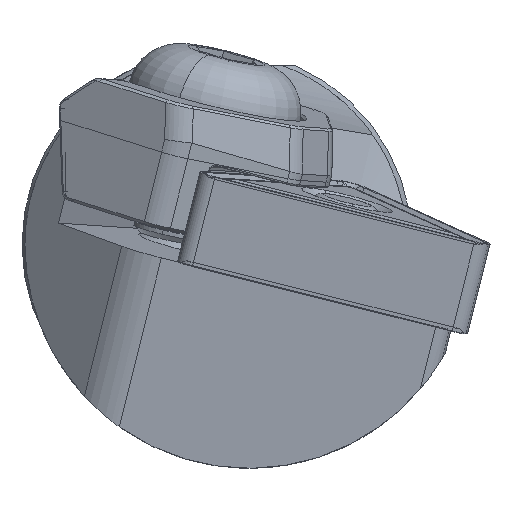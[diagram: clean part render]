
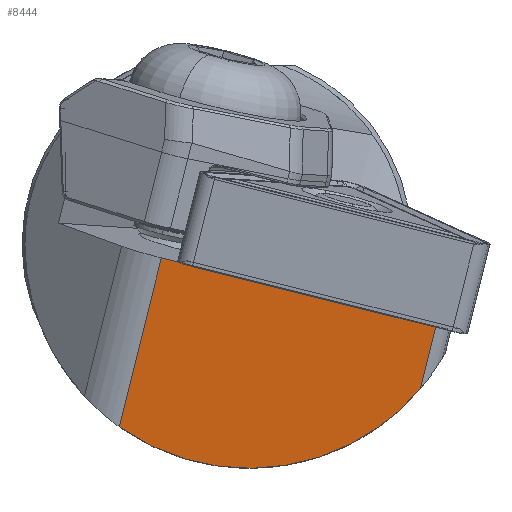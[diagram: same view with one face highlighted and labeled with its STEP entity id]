
A CAD part, left-side view. The second image highlights one B-rep face of the part: STEP entity #8444.
In plain terms, the highlighted planar face has unit normal (-0.995, 0.025, -0.101).
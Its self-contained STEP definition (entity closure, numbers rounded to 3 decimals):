
#119 = CARTESIAN_POINT ( 'NONE',  ( -155.032, 92.576, -203.539 ) ) ;
#161 = DIRECTION ( 'NONE',  ( 0.995, -0.025, 0.101 ) ) ;
#215 = EDGE_CURVE ( 'NONE', #1553, #7212, #5411, .T. ) ;
#868 = FACE_OUTER_BOUND ( 'NONE', #4457, .T. ) ;
#917 = PLANE ( 'NONE',  #3005 ) ;
#982 = DIRECTION ( 'NONE',  ( -0.105, -0.241, 0.965 ) ) ;
#1297 = EDGE_CURVE ( 'NONE', #1553, #4390, #10275, .T. ) ;
#1553 = VERTEX_POINT ( 'NONE', #7769 ) ;
#1729 = EDGE_CURVE ( 'NONE', #4217, #4390, #3854, .T. ) ;
#2683 = CARTESIAN_POINT ( 'NONE',  ( -183.79, 26.383, 61.947 ) ) ;
#3005 = AXIS2_PLACEMENT_3D ( 'NONE', #119, #161, #8357 ) ;
#3337 = EDGE_CURVE ( 'NONE', #7212, #4217, #9519, .T. ) ;
#3409 = CARTESIAN_POINT ( 'NONE',  ( -182.849, 17.163, 50.421 ) ) ;
#3854 = LINE ( 'NONE', #9469, #3975 ) ;
#3975 = VECTOR ( 'NONE', #10306, 1000. ) ;
#4217 = VERTEX_POINT ( 'NONE', #9935 ) ;
#4390 = VERTEX_POINT ( 'NONE', #2683 ) ;
#4457 = EDGE_LOOP ( 'NONE', ( #10064, #10501, #7818, #9878 ) ) ;
#5273 = CARTESIAN_POINT ( 'NONE',  ( -155.032, 92.576, -203.539 ) ) ;
#5411 =( BOUNDED_CURVE ( )  B_SPLINE_CURVE ( 3, ( #6725, #9973, #3409, #9211 ),
 .UNSPECIFIED., .F., .F. ) 
 B_SPLINE_CURVE_WITH_KNOTS ( ( 4, 4 ),
 ( 2.768, 4.255 ),
 .UNSPECIFIED. ) 
 CURVE ( )  GEOMETRIC_REPRESENTATION_ITEM ( )  RATIONAL_B_SPLINE_CURVE ( ( 1., 0.824, 0.824, 1. ) ) 
 REPRESENTATION_ITEM ( '' )  );
#6538 = VECTOR ( 'NONE', #982, 1000. ) ;
#6725 = CARTESIAN_POINT ( 'NONE',  ( -182.851, 28.544, 53.28 ) ) ;
#7212 = VERTEX_POINT ( 'NONE', #7479 ) ;
#7479 = CARTESIAN_POINT ( 'NONE',  ( -183.442, 13.098, 55.231 ) ) ;
#7769 = CARTESIAN_POINT ( 'NONE',  ( -182.851, 28.544, 53.28 ) ) ;
#7818 = ORIENTED_EDGE ( 'NONE', *, *, #1297, .F. ) ;
#8069 = VECTOR ( 'NONE', #9300, 1000. ) ;
#8357 = DIRECTION ( 'NONE',  ( 0., -0.97, -0.242 ) ) ;
#8444 = ADVANCED_FACE ( 'NONE', ( #868 ), #917, .F. ) ;
#9211 = CARTESIAN_POINT ( 'NONE',  ( -183.442, 13.098, 55.231 ) ) ;
#9300 = DIRECTION ( 'NONE',  ( -0.105, -0.241, 0.965 ) ) ;
#9469 = CARTESIAN_POINT ( 'NONE',  ( -183.79, 26.383, 61.947 ) ) ;
#9519 = LINE ( 'NONE', #10486, #6538 ) ;
#9878 = ORIENTED_EDGE ( 'NONE', *, *, #215, .T. ) ;
#9935 = CARTESIAN_POINT ( 'NONE',  ( -183.79, 12.299, 58.436 ) ) ;
#9973 = CARTESIAN_POINT ( 'NONE',  ( -182.609, 23.411, 49.632 ) ) ;
#10064 = ORIENTED_EDGE ( 'NONE', *, *, #3337, .T. ) ;
#10275 = LINE ( 'NONE', #5273, #8069 ) ;
#10306 = DIRECTION ( 'NONE',  ( 0., 0.97, 0.242 ) ) ;
#10486 = CARTESIAN_POINT ( 'NONE',  ( -155.032, 78.492, -207.05 ) ) ;
#10501 = ORIENTED_EDGE ( 'NONE', *, *, #1729, .T. ) ;
